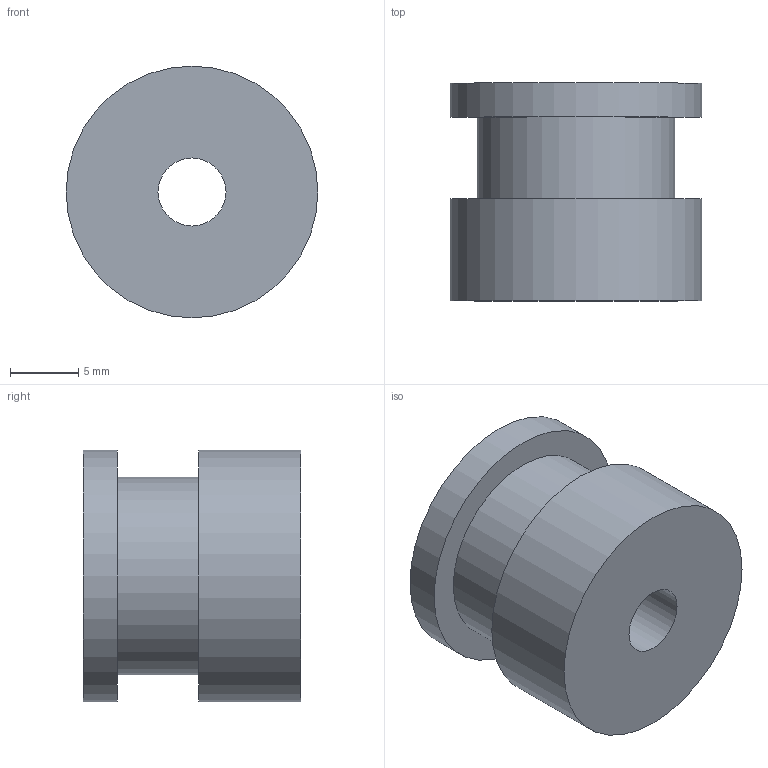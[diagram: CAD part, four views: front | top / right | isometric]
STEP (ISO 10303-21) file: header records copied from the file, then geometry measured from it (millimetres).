
FILE_DESCRIPTION(('FreeCAD Model'),'2;1');
FILE_NAME('timing-gear-16mm.step','2019-06-22T17:58:06',(''),(''),'Open CASCADE STEP processor 7.3', 'FreeCAD','Unknown');
FILE_SCHEMA(('AUTOMOTIVE_DESIGN { 1 0 10303 214 1 1 1 1 }'));
Length unit declared in the file: millimetre
Products named in the file (1): timing-gear-16mm
Bounding box: 18.5 x 16 x 18.5 mm (x, y, z)
Volume: 3364.6 mm3; surface area: 1811.5 mm2
Topology: 1 solids, 1 shells, 8 faces, 12 edges, 8 vertices
Faces by surface type: plane 4, cylinder 4
Full cylindrical faces by diameter (mm): 5 x1, 14.5 x1, 18.5 x2
Entity records: 365 total; most frequent: DIRECTION 62, CARTESIAN_POINT 53, ORIENTED_EDGE 24, PCURVE 24, DEFINITIONAL_REPRESENTATION 24, LINE 20, VECTOR 20, AXIS2_PLACEMENT_3D 17
